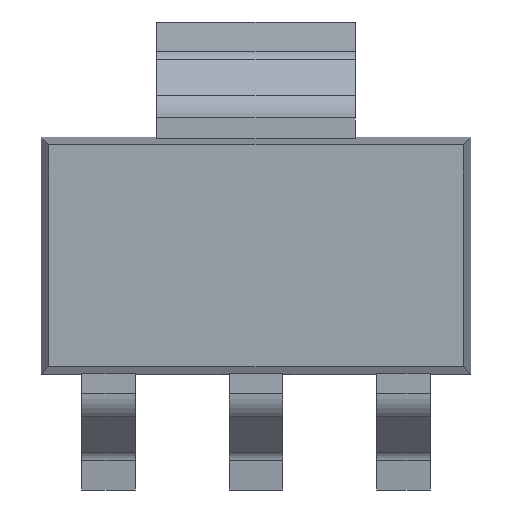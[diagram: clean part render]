
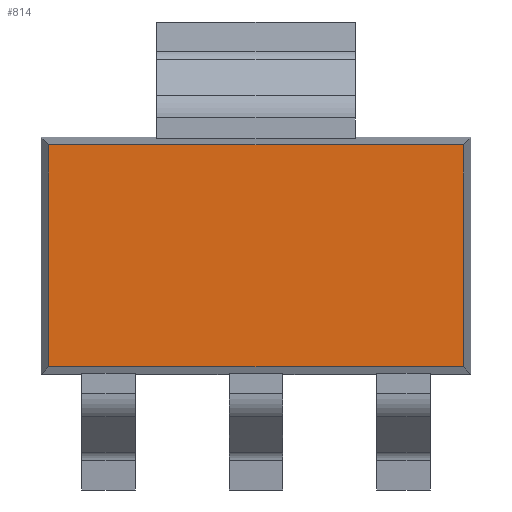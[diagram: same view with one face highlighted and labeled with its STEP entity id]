
A CAD part, top view. The second image highlights one B-rep face of the part: STEP entity #814.
In plain terms, the highlighted planar face has unit normal (0, 0, 1).
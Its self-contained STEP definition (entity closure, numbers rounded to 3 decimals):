
#32 = FACE_OUTER_BOUND ( 'NONE', #1987, .T. ) ;
#148 = EDGE_CURVE ( 'NONE', #1140, #2088, #641, .T. ) ;
#149 = EDGE_CURVE ( 'NONE', #2088, #2179, #645, .T. ) ;
#150 = EDGE_CURVE ( 'NONE', #1166, #1140, #649, .T. ) ;
#151 = EDGE_CURVE ( 'NONE', #2179, #1166, #651, .T. ) ;
#319 = DIRECTION ( 'NONE',  ( 0., 0., -1. ) ) ;
#322 = DIRECTION ( 'NONE',  ( -1., 0., 0. ) ) ;
#323 = PLANE ( 'NONE',  #2049 ) ;
#346 = CARTESIAN_POINT ( 'NONE',  ( 3.35, 1.85, 1.8 ) ) ;
#641 = LINE ( 'NONE', #1505, #648 ) ;
#645 = LINE ( 'NONE', #1515, #650 ) ;
#648 = VECTOR ( 'NONE', #1507, 1000. ) ;
#649 = LINE ( 'NONE', #1497, #652 ) ;
#650 = VECTOR ( 'NONE', #1516, 1000. ) ;
#651 = LINE ( 'NONE', #1473, #654 ) ;
#652 = VECTOR ( 'NONE', #1503, 1000. ) ;
#654 = VECTOR ( 'NONE', #1485, 1000. ) ;
#814 = ADVANCED_FACE ( 'NONE', ( #32 ), #323, .F. ) ;
#1047 = ORIENTED_EDGE ( 'NONE', *, *, #150, .T. ) ;
#1091 = ORIENTED_EDGE ( 'NONE', *, *, #151, .T. ) ;
#1140 = VERTEX_POINT ( 'NONE', #1882 ) ;
#1166 = VERTEX_POINT ( 'NONE', #1891 ) ;
#1473 = CARTESIAN_POINT ( 'NONE',  ( 3.35, 1.731, 1.8 ) ) ;
#1485 = DIRECTION ( 'NONE',  ( -1., 0., 0. ) ) ;
#1497 = CARTESIAN_POINT ( 'NONE',  ( -3.231, 1.85, 1.8 ) ) ;
#1503 = DIRECTION ( 'NONE',  ( 0., -1., 0. ) ) ;
#1505 = CARTESIAN_POINT ( 'NONE',  ( 3.35, -1.731, 1.8 ) ) ;
#1507 = DIRECTION ( 'NONE',  ( 1., 0., 0. ) ) ;
#1515 = CARTESIAN_POINT ( 'NONE',  ( 3.231, 1.85, 1.8 ) ) ;
#1516 = DIRECTION ( 'NONE',  ( 0., 1., 0. ) ) ;
#1687 = ORIENTED_EDGE ( 'NONE', *, *, #148, .T. ) ;
#1690 = ORIENTED_EDGE ( 'NONE', *, *, #149, .T. ) ;
#1743 = CARTESIAN_POINT ( 'NONE',  ( 3.231, 1.731, 1.8 ) ) ;
#1882 = CARTESIAN_POINT ( 'NONE',  ( -3.231, -1.731, 1.8 ) ) ;
#1891 = CARTESIAN_POINT ( 'NONE',  ( -3.231, 1.731, 1.8 ) ) ;
#1914 = CARTESIAN_POINT ( 'NONE',  ( 3.231, -1.731, 1.8 ) ) ;
#1987 = EDGE_LOOP ( 'NONE', ( #1690, #1091, #1047, #1687 ) ) ;
#2049 = AXIS2_PLACEMENT_3D ( 'NONE', #346, #319, #322 ) ;
#2088 = VERTEX_POINT ( 'NONE', #1914 ) ;
#2179 = VERTEX_POINT ( 'NONE', #1743 ) ;
